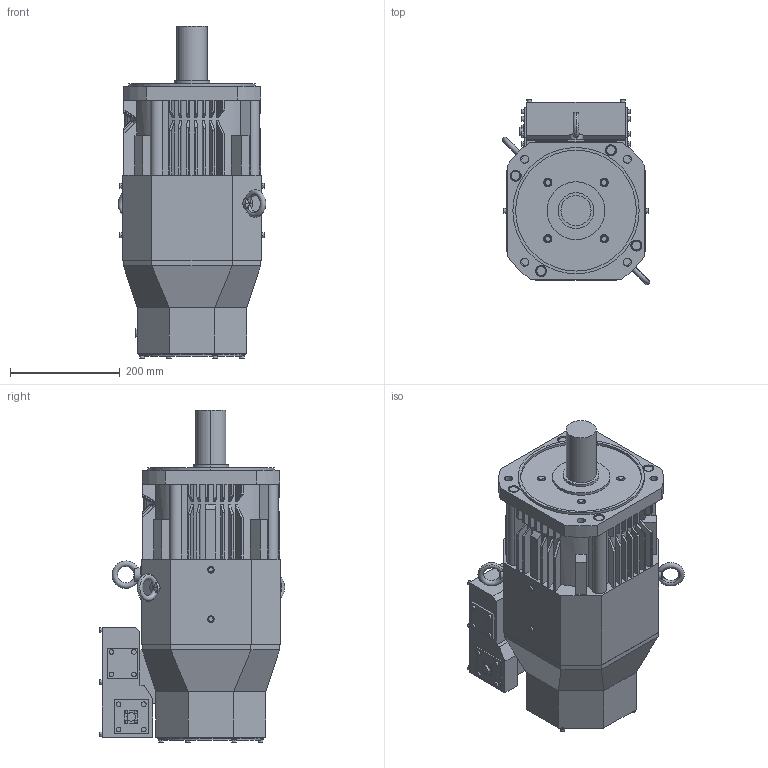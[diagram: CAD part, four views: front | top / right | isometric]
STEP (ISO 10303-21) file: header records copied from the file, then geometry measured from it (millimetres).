
FILE_DESCRIPTION((''),'2;1');
FILE_NAME('HA-LP15K24_','2011-04-05T',('BL67252'),(''),'PRO/ENGINEER BY PARAMETRIC TECHNOLOGY CORPORATION, 2009400','PRO/ENGINEER BY PARAMETRIC TECHNOLOGY CORPORATION, 2009400','');
FILE_SCHEMA(('CONFIG_CONTROL_DESIGN'));
Length unit declared in the file: millimetre
Products named in the file (1): HA-LP15K24_
Bounding box: 268.8 x 337.6 x 604.7 mm (x, y, z)
Volume: 26638424.4 mm3; surface area: 883240.1 mm2
Topology: 1 solids, 29 shells, 746 faces, 1842 edges, 1228 vertices
Faces by surface type: plane 438, cylinder 242, cone 60, torus 6
Entity records: 25453 total; most frequent: CARTESIAN_POINT 7531, DIRECTION 3727, ORIENTED_EDGE 3672, EDGE_CURVE 1836, AXIS2_PLACEMENT_3D 1378, VERTEX_POINT 1228, VECTOR 971, LINE 971
